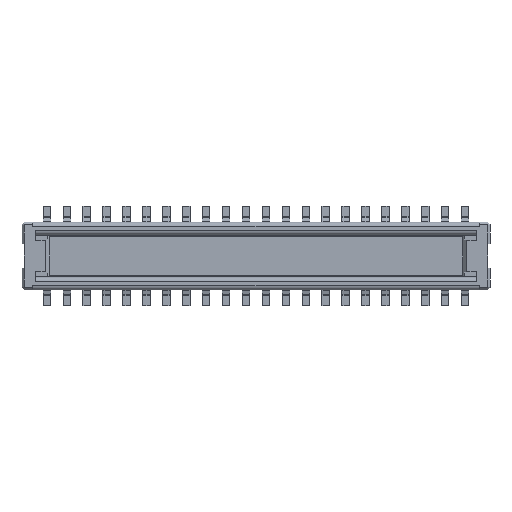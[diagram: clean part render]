
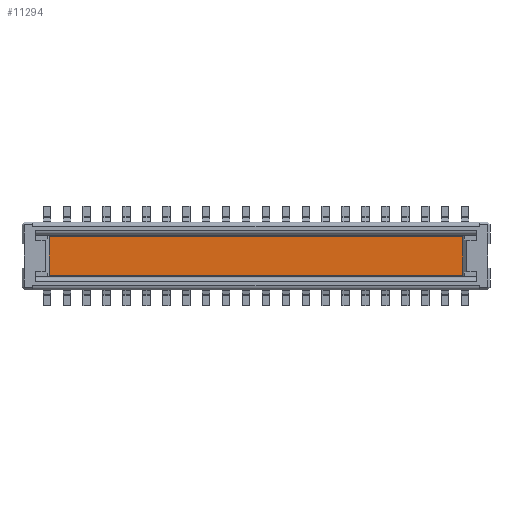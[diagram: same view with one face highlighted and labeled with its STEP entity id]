
A CAD part, front view. The second image highlights one B-rep face of the part: STEP entity #11294.
In plain terms, the highlighted planar face has unit normal (0, -1, 0).
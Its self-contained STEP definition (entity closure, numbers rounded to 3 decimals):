
#3869 = DIRECTION ( 'NONE',  ( 0., 0., 1. ) ) ;
#3871 = DIRECTION ( 'NONE',  ( 0., 1., 0. ) ) ;
#3874 = PLANE ( 'NONE',  #15256 ) ;
#3886 = CARTESIAN_POINT ( 'NONE',  ( -4.7, 0.39, 0.68 ) ) ;
#4153 = VERTEX_POINT ( 'NONE', #23042 ) ;
#4292 = VERTEX_POINT ( 'NONE', #22867 ) ;
#4373 = VERTEX_POINT ( 'NONE', #22766 ) ;
#4487 = VERTEX_POINT ( 'NONE', #13801 ) ;
#7312 = LINE ( 'NONE', #9316, #7318 ) ;
#7316 = LINE ( 'NONE', #9314, #7320 ) ;
#7317 = LINE ( 'NONE', #9321, #7324 ) ;
#7318 = VECTOR ( 'NONE', #9313, 1000. ) ;
#7319 = LINE ( 'NONE', #9320, #7322 ) ;
#7320 = VECTOR ( 'NONE', #9315, 1000. ) ;
#7322 = VECTOR ( 'NONE', #9323, 1000. ) ;
#7324 = VECTOR ( 'NONE', #9325, 1000. ) ;
#9313 = DIRECTION ( 'NONE',  ( 1., 0., 0. ) ) ;
#9314 = CARTESIAN_POINT ( 'NONE',  ( -4.15, 0.39, 0.68 ) ) ;
#9315 = DIRECTION ( 'NONE',  ( 0., 0., -1. ) ) ;
#9316 = CARTESIAN_POINT ( 'NONE',  ( -4.7, 0.39, -0.39 ) ) ;
#9320 = CARTESIAN_POINT ( 'NONE',  ( -4.7, 0.39, 0.39 ) ) ;
#9321 = CARTESIAN_POINT ( 'NONE',  ( 4.15, 0.39, 0.68 ) ) ;
#9323 = DIRECTION ( 'NONE',  ( -1., 0., 0. ) ) ;
#9325 = DIRECTION ( 'NONE',  ( 0., 0., 1. ) ) ;
#11294 = ADVANCED_FACE ( 'NONE', ( #24392 ), #3874, .F. ) ;
#13801 = CARTESIAN_POINT ( 'NONE',  ( 4.15, 0.39, -0.39 ) ) ;
#15256 = AXIS2_PLACEMENT_3D ( 'NONE', #3886, #3871, #3869 ) ;
#17258 = ORIENTED_EDGE ( 'NONE', *, *, #20278, .T. ) ;
#17259 = ORIENTED_EDGE ( 'NONE', *, *, #20280, .T. ) ;
#17260 = ORIENTED_EDGE ( 'NONE', *, *, #20282, .T. ) ;
#17261 = ORIENTED_EDGE ( 'NONE', *, *, #20284, .T. ) ;
#18469 = EDGE_LOOP ( 'NONE', ( #17261, #17260, #17259, #17258 ) ) ;
#20278 = EDGE_CURVE ( 'NONE', #4292, #4487, #7312, .T. ) ;
#20280 = EDGE_CURVE ( 'NONE', #4153, #4292, #7316, .T. ) ;
#20282 = EDGE_CURVE ( 'NONE', #4373, #4153, #7319, .T. ) ;
#20284 = EDGE_CURVE ( 'NONE', #4487, #4373, #7317, .T. ) ;
#22766 = CARTESIAN_POINT ( 'NONE',  ( 4.15, 0.39, 0.39 ) ) ;
#22867 = CARTESIAN_POINT ( 'NONE',  ( -4.15, 0.39, -0.39 ) ) ;
#23042 = CARTESIAN_POINT ( 'NONE',  ( -4.15, 0.39, 0.39 ) ) ;
#24392 = FACE_OUTER_BOUND ( 'NONE', #18469, .T. ) ;
